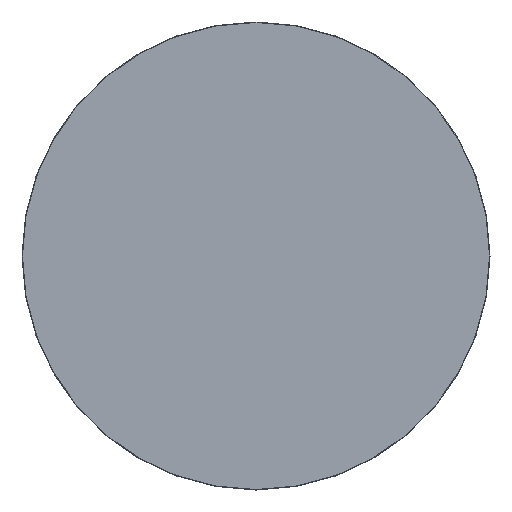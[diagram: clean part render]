
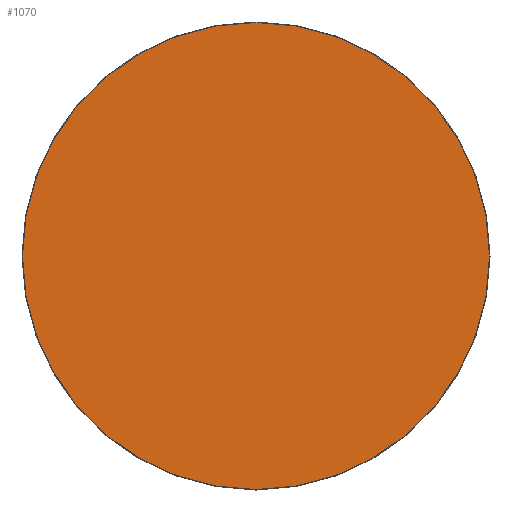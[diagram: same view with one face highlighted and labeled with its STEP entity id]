
A CAD part, left-side view. The second image highlights one B-rep face of the part: STEP entity #1070.
In plain terms, the highlighted planar face has unit normal (-1, 0, 0).
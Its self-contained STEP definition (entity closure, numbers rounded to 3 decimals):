
#18 = PLANE ( 'NONE',  #1436 ) ;
#55 = EDGE_CURVE ( 'NONE', #979, #1510, #904, .T. ) ;
#100 = CARTESIAN_POINT ( 'NONE',  ( 0., 0., -149.7 ) ) ;
#211 = ORIENTED_EDGE ( 'NONE', *, *, #55, .T. ) ;
#244 = CARTESIAN_POINT ( 'NONE',  ( 0., 0., 0. ) ) ;
#247 = EDGE_CURVE ( 'NONE', #1510, #979, #853, .T. ) ;
#316 = AXIS2_PLACEMENT_3D ( 'NONE', #244, #1362, #1521 ) ;
#370 = DIRECTION ( 'NONE',  ( 0., 0., -1. ) ) ;
#520 = DIRECTION ( 'NONE',  ( 1., 0., 0. ) ) ;
#659 = CARTESIAN_POINT ( 'NONE',  ( 0., 0., 0. ) ) ;
#836 = ORIENTED_EDGE ( 'NONE', *, *, #247, .T. ) ;
#853 = CIRCLE ( 'NONE', #1659, 149.7 ) ;
#904 = CIRCLE ( 'NONE', #316, 149.7 ) ;
#965 = DIRECTION ( 'NONE',  ( -1., 0., 0. ) ) ;
#979 = VERTEX_POINT ( 'NONE', #100 ) ;
#990 = EDGE_LOOP ( 'NONE', ( #211, #836 ) ) ;
#1070 = ADVANCED_FACE ( 'NONE', ( #1602 ), #18, .F. ) ;
#1138 = CARTESIAN_POINT ( 'NONE',  ( 0., 0., 0. ) ) ;
#1362 = DIRECTION ( 'NONE',  ( -1., 0., 0. ) ) ;
#1436 = AXIS2_PLACEMENT_3D ( 'NONE', #1138, #520, #370 ) ;
#1510 = VERTEX_POINT ( 'NONE', #1862 ) ;
#1521 = DIRECTION ( 'NONE',  ( 0., 0., 1. ) ) ;
#1591 = DIRECTION ( 'NONE',  ( 0., 0., 1. ) ) ;
#1602 = FACE_OUTER_BOUND ( 'NONE', #990, .T. ) ;
#1659 = AXIS2_PLACEMENT_3D ( 'NONE', #659, #965, #1591 ) ;
#1862 = CARTESIAN_POINT ( 'NONE',  ( 0., 0., 149.7 ) ) ;
